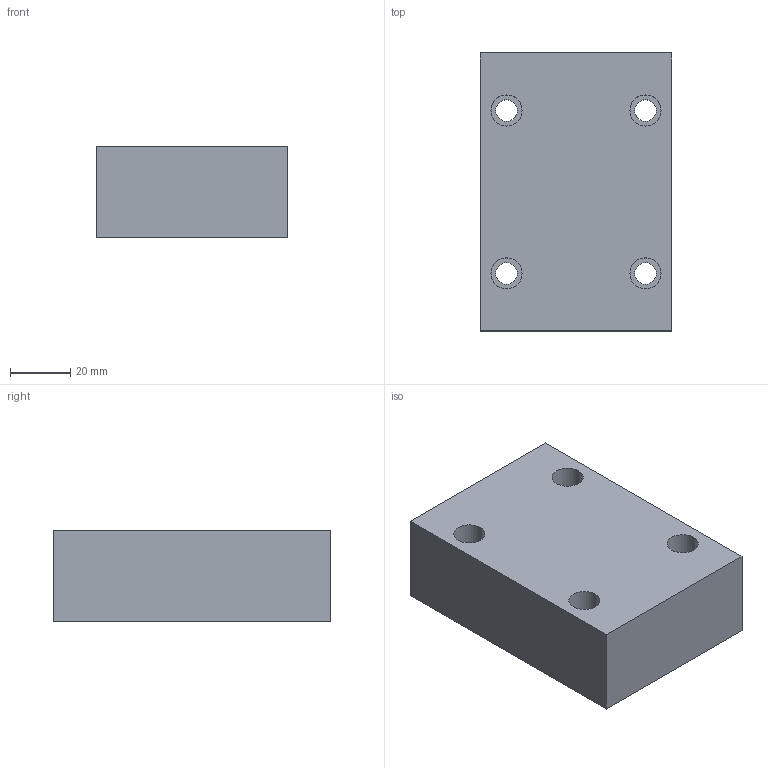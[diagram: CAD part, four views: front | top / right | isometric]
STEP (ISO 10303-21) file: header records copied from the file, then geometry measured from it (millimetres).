
FILE_DESCRIPTION((''),'2;1');
FILE_NAME('ZJL_ASM','2021-06-25T',('ProEService'),(''),'PRO/ENGINEER BY PARAMETRIC TECHNOLOGY CORPORATION, 2014200','PRO/ENGINEER BY PARAMETRIC TECHNOLOGY CORPORATION, 2014200','');
FILE_SCHEMA(('CONFIG_CONTROL_DESIGN'));
Length unit declared in the file: inch
Products named in the file (2): 151-581; ZJL_ASM
Assembly tree (1 placements, depth 2):
  ZJL_ASM
    151-581
Bounding box: 63.5 x 92.08 x 30.18 mm (x, y, z)
Volume: 164268.9 mm3; surface area: 25528 mm2
Topology: 1 solids, 1 shells, 32 faces, 212 edges, 249 vertices
Faces by surface type: cylinder 20, plane 10, sphere 2
Entity records: 2092 total; most frequent: CARTESIAN_POINT 521, DIRECTION 319, VECTOR 167, LINE 167, ORIENTED_EDGE 150, TRIMMED_CURVE 137, COMPOSITE_CURVE_SEGMENT 121, AXIS2_PLACEMENT_3D 76
